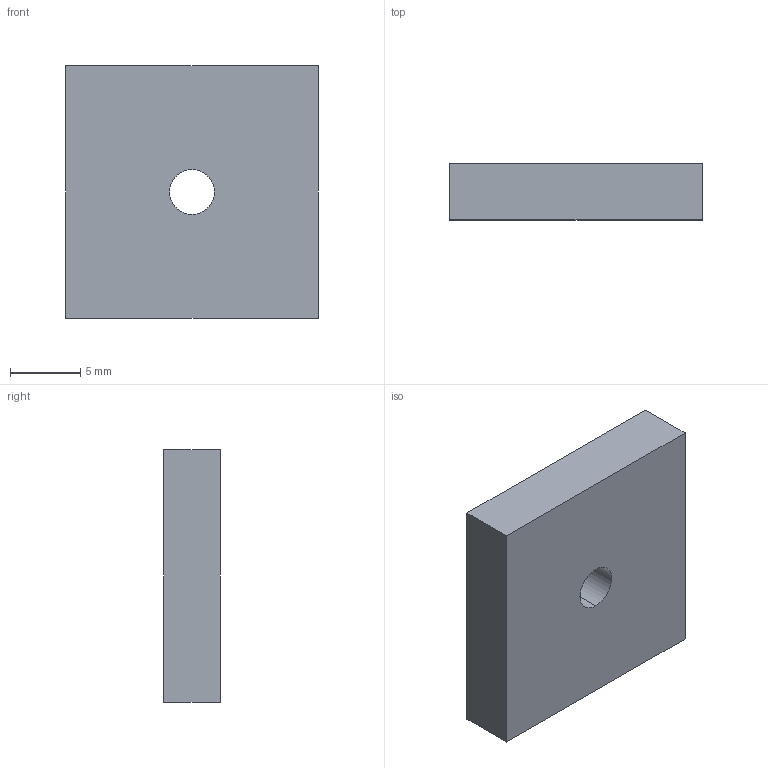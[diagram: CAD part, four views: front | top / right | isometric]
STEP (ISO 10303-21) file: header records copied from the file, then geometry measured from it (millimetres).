
FILE_DESCRIPTION (( 'STEP AP214' ), '1' );
FILE_NAME ('SNSD.30.51.33. Ñóõàðü ïàçîâûé ñ ïðóæèííîé ïëàñòèíîé M4, ïàç 10(B81).STEP', '2017-12-18T10:50:04', ( '' ), ( '' ), 'SwSTEP 2.0', 'SolidWorks 2017', '' );
FILE_SCHEMA (( 'AUTOMOTIVE_DESIGN' ));
Length unit declared in the file: millimetre
Products named in the file (2): SNSD.30.51.19. Ñóõàðü ïàçîâûé ñ ïðóæèííîé ïëàñòèíîé M6, ïàç 8(B79)B80B78B81_00; SNSD.30.51.33. Ñóõàðü ïàçîâûé ñ ïðóæèííîé ïëàñòèíîé M4, ïàç 10(B81)
Assembly tree (1 placements, depth 2):
  SNSD.30.51.33. Ñóõàðü ïàçîâûé ñ ïðóæèííîé ïëàñòèíîé M4, ïàç 10(B81)
    SNSD.30.51.19. Ñóõàðü ïàçîâûé ñ ïðóæèííîé ïëàñòèíîé M6, ïàç 8(B79)B80B78B81_00
Bounding box: 18 x 4 x 18 mm (x, y, z)
Volume: 1263.8 mm3; surface area: 960.1 mm2
Topology: 1 solids, 1 shells, 8 faces, 18 edges, 12 vertices
Faces by surface type: plane 6, cylinder 2
Entity records: 318 total; most frequent: DIRECTION 46, CARTESIAN_POINT 42, ORIENTED_EDGE 36, EDGE_CURVE 18, AXIS2_PLACEMENT_3D 16, LINE 14, VECTOR 14, VERTEX_POINT 12
